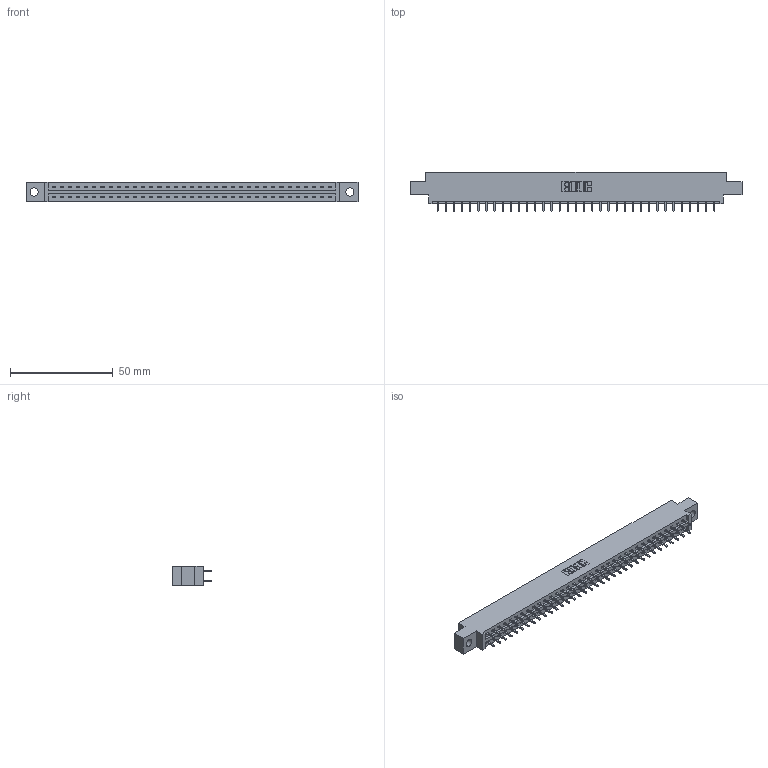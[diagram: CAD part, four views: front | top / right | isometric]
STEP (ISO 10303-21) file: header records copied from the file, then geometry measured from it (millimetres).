
FILE_DESCRIPTION (( 'STEP AP203' ), '1' );
FILE_NAME ('387-070-521-804.STEP', '2019-10-19T22:49:40', ( '' ), ( '' ), 'SwSTEP 2.0', 'SolidWorks 2016', '' );
FILE_SCHEMA (( 'CONFIG_CONTROL_DESIGN' ));
Length unit declared in the file: inch
Products named in the file (3): 345-292-001_345-293-121; 337 Part_0.170 Offset - 0.156 Dia-TH; 387-070-521-804
Assembly tree (71 placements, depth 2):
  387-070-521-804
    337 Part_0.170 Offset - 0.156 Dia-TH
    345-292-001_345-293-121  x70
Bounding box: 161.7 x 19.06 x 9.4 mm (x, y, z)
Volume: 16713.7 mm3; surface area: 18524.6 mm2
Topology: 71 solids, 71 shells, 3898 faces, 11593 edges, 7634 vertices
Faces by surface type: plane 2734, cylinder 1164
Entity records: 28195 total; most frequent: CARTESIAN_POINT 4758, ORIENTED_EDGE 4694, DIRECTION 4059, EDGE_CURVE 2347, VECTOR 2219, LINE 2219, VERTEX_POINT 1562, AXIS2_PLACEMENT_3D 920
